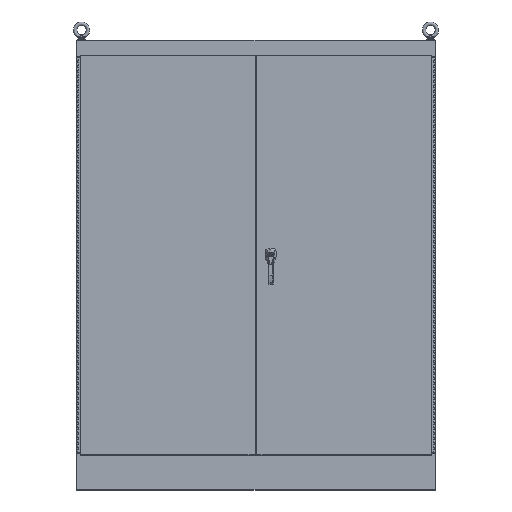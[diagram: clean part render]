
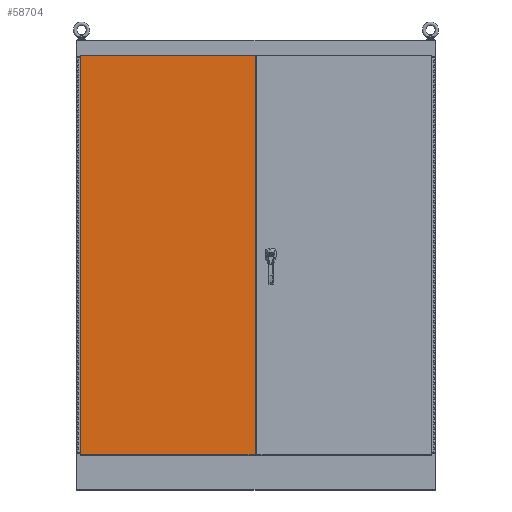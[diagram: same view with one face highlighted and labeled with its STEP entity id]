
A CAD part, front view. The second image highlights one B-rep face of the part: STEP entity #58704.
In plain terms, the highlighted planar face has unit normal (0, -1, 0).
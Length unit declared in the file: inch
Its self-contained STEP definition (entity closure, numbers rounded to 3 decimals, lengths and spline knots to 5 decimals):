
#9131 = PLANE ( 'NONE',  #40676 ) ;
#9493 = EDGE_CURVE ( 'NONE', #104260, #87690, #133104, .T. ) ;
#25657 = CARTESIAN_POINT ( 'NONE',  ( -0.125, -11.12931, 87.093 ) ) ;
#27631 = CARTESIAN_POINT ( 'NONE',  ( -35.218, -11.12931, 87.093 ) ) ;
#31991 = DIRECTION ( 'NONE',  ( 0., 0., -1. ) ) ;
#37690 = VECTOR ( 'NONE', #152929, 39.37008 ) ;
#38119 = DIRECTION ( 'NONE',  ( 0., 0., -1. ) ) ;
#40676 = AXIS2_PLACEMENT_3D ( 'NONE', #77626, #51630, #31991 ) ;
#43206 = CARTESIAN_POINT ( 'NONE',  ( -0.125, -11.12931, 6.968 ) ) ;
#48060 = CARTESIAN_POINT ( 'NONE',  ( -35.218, -11.12931, 87.093 ) ) ;
#51630 = DIRECTION ( 'NONE',  ( 0., -1., 0. ) ) ;
#52838 = LINE ( 'NONE', #27631, #66341 ) ;
#58704 = ADVANCED_FACE ( 'NONE', ( #116635 ), #9131, .T. ) ;
#59944 = EDGE_CURVE ( 'NONE', #150649, #105143, #52838, .T. ) ;
#66341 = VECTOR ( 'NONE', #38119, 39.37008 ) ;
#76031 = EDGE_LOOP ( 'NONE', ( #104204, #102065, #79132, #138656 ) ) ;
#77626 = CARTESIAN_POINT ( 'NONE',  ( 0., -11.12931, 0. ) ) ;
#79132 = ORIENTED_EDGE ( 'NONE', *, *, #9493, .F. ) ;
#81094 = CARTESIAN_POINT ( 'NONE',  ( -35.218, -11.12931, 6.968 ) ) ;
#83506 = CARTESIAN_POINT ( 'NONE',  ( -35.218, -11.12931, 6.968 ) ) ;
#86064 = DIRECTION ( 'NONE',  ( 1., 0., 0. ) ) ;
#87690 = VERTEX_POINT ( 'NONE', #43206 ) ;
#93028 = VECTOR ( 'NONE', #93281, 39.37008 ) ;
#93281 = DIRECTION ( 'NONE',  ( 0., 0., -1. ) ) ;
#96095 = EDGE_CURVE ( 'NONE', #150649, #104260, #139867, .T. ) ;
#96153 = CARTESIAN_POINT ( 'NONE',  ( -35.218, -11.12931, 87.093 ) ) ;
#102065 = ORIENTED_EDGE ( 'NONE', *, *, #106116, .T. ) ;
#104204 = ORIENTED_EDGE ( 'NONE', *, *, #59944, .T. ) ;
#104260 = VERTEX_POINT ( 'NONE', #126308 ) ;
#105143 = VERTEX_POINT ( 'NONE', #81094 ) ;
#106116 = EDGE_CURVE ( 'NONE', #105143, #87690, #109493, .T. ) ;
#109493 = LINE ( 'NONE', #83506, #164841 ) ;
#116635 = FACE_OUTER_BOUND ( 'NONE', #76031, .T. ) ;
#126308 = CARTESIAN_POINT ( 'NONE',  ( -0.125, -11.12931, 87.093 ) ) ;
#133104 = LINE ( 'NONE', #25657, #93028 ) ;
#138656 = ORIENTED_EDGE ( 'NONE', *, *, #96095, .F. ) ;
#139867 = LINE ( 'NONE', #48060, #37690 ) ;
#150649 = VERTEX_POINT ( 'NONE', #96153 ) ;
#152929 = DIRECTION ( 'NONE',  ( 1., 0., 0. ) ) ;
#164841 = VECTOR ( 'NONE', #86064, 39.37008 ) ;
